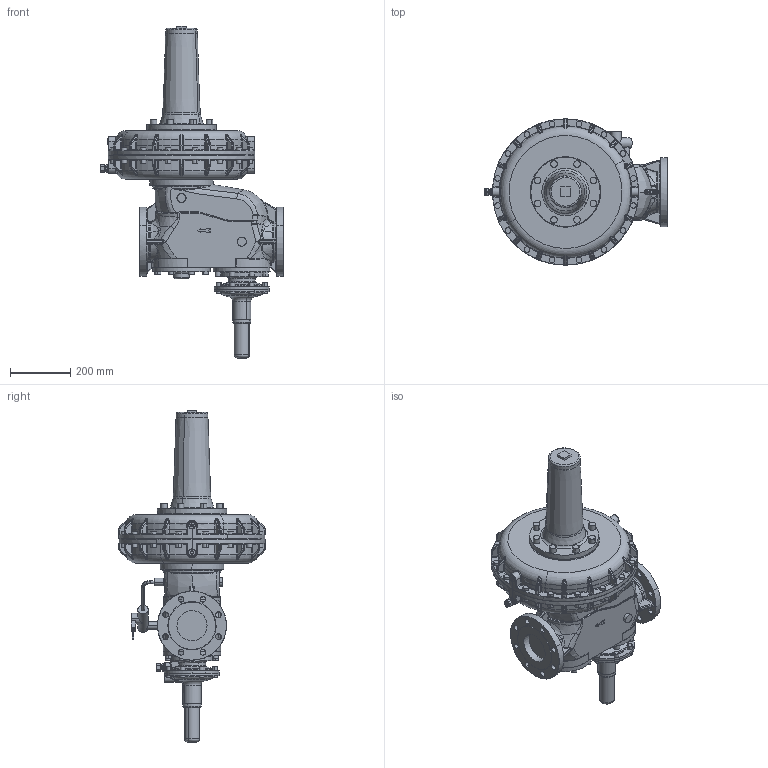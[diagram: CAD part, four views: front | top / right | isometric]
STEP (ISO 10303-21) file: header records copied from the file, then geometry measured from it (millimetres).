
FILE_DESCRIPTION(('CATIA V5 STEP Exchange'),'2;1');
FILE_NAME('RS251 DN100 485 ANSI.stp','2023-04-26T09:49:38+00:00',('none'),('none'),'CATIA Version 5-6 Release 2018 SP2','CATIA V5 STEP AP203','none');
FILE_SCHEMA(('CONFIG_CONTROL_DESIGN'));
Products named in the file (1): Product7
Assembly tree (2 placements, depth 2):
  Product7
    #57
    #170242
Bounding box: 610.3 x 485 x 1102 mm (x, y, z)
Volume: 51986547.2 mm3; surface area: 1601875.9 mm2
Topology: 3 solids, 28 shells, 3474 faces, 8752 edges, 5260 vertices
Faces by surface type: plane 994, cylinder 939, bspline 778, torus 561, cone 164, sphere 36, revolution 2
Entity records: 172100 total; most frequent: CARTESIAN_POINT 102909, ORIENTED_EDGE 17082, DIRECTION 9035, EDGE_CURVE 8541, VERTEX_POINT 5259, AXIS2_PLACEMENT_3D 4184, EDGE_LOOP 3658, ADVANCED_FACE 3472
